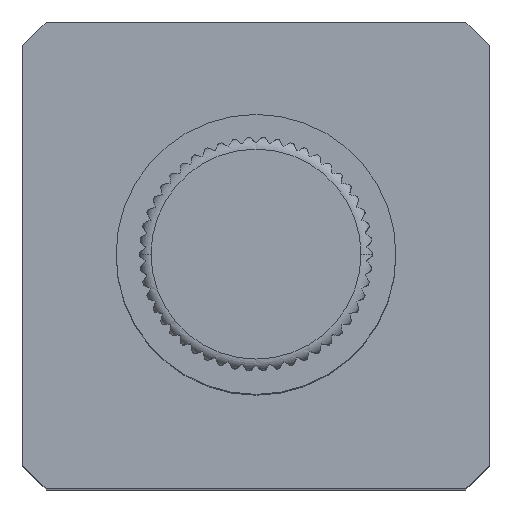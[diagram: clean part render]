
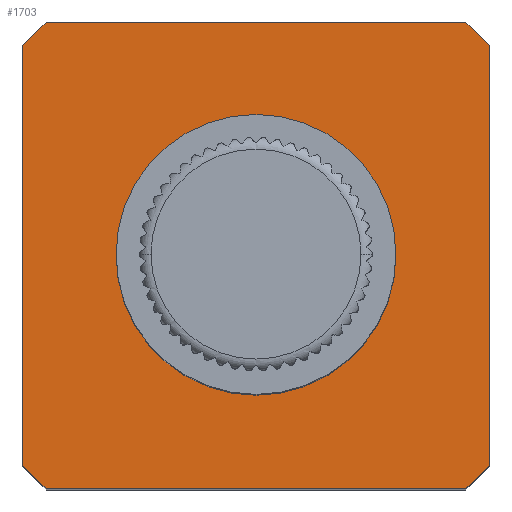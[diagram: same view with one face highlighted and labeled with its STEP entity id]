
A CAD part, top view. The second image highlights one B-rep face of the part: STEP entity #1703.
In plain terms, the highlighted planar face has unit normal (0, 0, 1).
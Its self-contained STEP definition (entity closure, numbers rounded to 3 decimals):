
#336 = CARTESIAN_POINT ( 'NONE',  ( 9., -10., 35. ) ) ;
#340 = VECTOR ( 'NONE', #1861, 1000. ) ;
#377 = EDGE_CURVE ( 'NONE', #827, #5912, #4413, .T. ) ;
#529 = VERTEX_POINT ( 'NONE', #7027 ) ;
#552 = VECTOR ( 'NONE', #6084, 1000. ) ;
#734 = VERTEX_POINT ( 'NONE', #5701 ) ;
#827 = VERTEX_POINT ( 'NONE', #7378 ) ;
#828 = DIRECTION ( 'NONE',  ( 0., 0., -1. ) ) ;
#1052 = CARTESIAN_POINT ( 'NONE',  ( 6., 0., 35. ) ) ;
#1082 = ORIENTED_EDGE ( 'NONE', *, *, #3125, .T. ) ;
#1090 = CIRCLE ( 'NONE', #2014, 6. ) ;
#1332 = VERTEX_POINT ( 'NONE', #336 ) ;
#1546 = FACE_OUTER_BOUND ( 'NONE', #9881, .T. ) ;
#1683 = CARTESIAN_POINT ( 'NONE',  ( 10., 10., 35. ) ) ;
#1703 = ADVANCED_FACE ( 'NONE', ( #1546, #4131 ), #9462, .F. ) ;
#1741 = CARTESIAN_POINT ( 'NONE',  ( -10., 9., 35. ) ) ;
#1748 = VERTEX_POINT ( 'NONE', #1052 ) ;
#1861 = DIRECTION ( 'NONE',  ( 0.707, -0.707, 0. ) ) ;
#1901 = LINE ( 'NONE', #1741, #7258 ) ;
#1973 = VERTEX_POINT ( 'NONE', #7757 ) ;
#2014 = AXIS2_PLACEMENT_3D ( 'NONE', #4680, #3779, #5513 ) ;
#2029 = VECTOR ( 'NONE', #8826, 1000. ) ;
#2054 = DIRECTION ( 'NONE',  ( 0., -1., 0. ) ) ;
#2133 = LINE ( 'NONE', #2471, #8301 ) ;
#2310 = DIRECTION ( 'NONE',  ( 0., 1., 0. ) ) ;
#2427 = LINE ( 'NONE', #4259, #340 ) ;
#2471 = CARTESIAN_POINT ( 'NONE',  ( -10., 9., 35. ) ) ;
#2769 = LINE ( 'NONE', #4548, #552 ) ;
#2790 = CARTESIAN_POINT ( 'NONE',  ( -9., -10., 35. ) ) ;
#2887 = VERTEX_POINT ( 'NONE', #7302 ) ;
#2983 = ORIENTED_EDGE ( 'NONE', *, *, #7118, .F. ) ;
#3125 = EDGE_CURVE ( 'NONE', #5912, #9207, #10475, .T. ) ;
#3177 = LINE ( 'NONE', #8197, #9132 ) ;
#3221 = DIRECTION ( 'NONE',  ( -0.707, -0.707, 0. ) ) ;
#3265 = ORIENTED_EDGE ( 'NONE', *, *, #3352, .T. ) ;
#3352 = EDGE_CURVE ( 'NONE', #1973, #529, #2427, .T. ) ;
#3621 = VECTOR ( 'NONE', #2310, 1000. ) ;
#3655 = AXIS2_PLACEMENT_3D ( 'NONE', #8152, #9850, #10714 ) ;
#3779 = DIRECTION ( 'NONE',  ( 0., 0., 1. ) ) ;
#3988 = CIRCLE ( 'NONE', #3655, 6. ) ;
#4089 = VERTEX_POINT ( 'NONE', #10858 ) ;
#4118 = EDGE_CURVE ( 'NONE', #2887, #1748, #3988, .T. ) ;
#4131 = FACE_BOUND ( 'NONE', #9471, .T. ) ;
#4259 = CARTESIAN_POINT ( 'NONE',  ( -10., -9., 35. ) ) ;
#4413 = LINE ( 'NONE', #5634, #3621 ) ;
#4548 = CARTESIAN_POINT ( 'NONE',  ( -9., 10., 35. ) ) ;
#4680 = CARTESIAN_POINT ( 'NONE',  ( 0., 0., 35. ) ) ;
#4753 = LINE ( 'NONE', #2790, #2029 ) ;
#4868 = ORIENTED_EDGE ( 'NONE', *, *, #5215, .T. ) ;
#4872 = ORIENTED_EDGE ( 'NONE', *, *, #377, .T. ) ;
#5035 = EDGE_CURVE ( 'NONE', #529, #1332, #4753, .T. ) ;
#5215 = EDGE_CURVE ( 'NONE', #1332, #827, #3177, .T. ) ;
#5385 = EDGE_CURVE ( 'NONE', #4089, #1973, #1901, .T. ) ;
#5513 = DIRECTION ( 'NONE',  ( -1., 0., 0. ) ) ;
#5634 = CARTESIAN_POINT ( 'NONE',  ( 10., 9., 35. ) ) ;
#5701 = CARTESIAN_POINT ( 'NONE',  ( -9., 10., 35. ) ) ;
#5912 = VERTEX_POINT ( 'NONE', #8949 ) ;
#6084 = DIRECTION ( 'NONE',  ( -1., 0., 0. ) ) ;
#6447 = ORIENTED_EDGE ( 'NONE', *, *, #5035, .T. ) ;
#7027 = CARTESIAN_POINT ( 'NONE',  ( -9., -10., 35. ) ) ;
#7032 = AXIS2_PLACEMENT_3D ( 'NONE', #1683, #828, #9499 ) ;
#7118 = EDGE_CURVE ( 'NONE', #1748, #2887, #1090, .T. ) ;
#7183 = EDGE_CURVE ( 'NONE', #734, #4089, #2133, .T. ) ;
#7258 = VECTOR ( 'NONE', #2054, 1000. ) ;
#7302 = CARTESIAN_POINT ( 'NONE',  ( -6., 0., 35. ) ) ;
#7378 = CARTESIAN_POINT ( 'NONE',  ( 10., -9., 35. ) ) ;
#7439 = ORIENTED_EDGE ( 'NONE', *, *, #4118, .F. ) ;
#7757 = CARTESIAN_POINT ( 'NONE',  ( -10., -9., 35. ) ) ;
#8049 = ORIENTED_EDGE ( 'NONE', *, *, #8165, .T. ) ;
#8121 = DIRECTION ( 'NONE',  ( 0.707, 0.707, 0. ) ) ;
#8152 = CARTESIAN_POINT ( 'NONE',  ( 0., 0., 35. ) ) ;
#8165 = EDGE_CURVE ( 'NONE', #9207, #734, #2769, .T. ) ;
#8197 = CARTESIAN_POINT ( 'NONE',  ( 9., -10., 35. ) ) ;
#8247 = ORIENTED_EDGE ( 'NONE', *, *, #5385, .T. ) ;
#8301 = VECTOR ( 'NONE', #3221, 1000. ) ;
#8749 = DIRECTION ( 'NONE',  ( -0.707, 0.707, 0. ) ) ;
#8826 = DIRECTION ( 'NONE',  ( 1., 0., 0. ) ) ;
#8949 = CARTESIAN_POINT ( 'NONE',  ( 10., 9., 35. ) ) ;
#9132 = VECTOR ( 'NONE', #8121, 1000. ) ;
#9207 = VERTEX_POINT ( 'NONE', #9240 ) ;
#9240 = CARTESIAN_POINT ( 'NONE',  ( 9., 10., 35. ) ) ;
#9462 = PLANE ( 'NONE',  #7032 ) ;
#9471 = EDGE_LOOP ( 'NONE', ( #7439, #2983 ) ) ;
#9499 = DIRECTION ( 'NONE',  ( -1., 0., 0. ) ) ;
#9850 = DIRECTION ( 'NONE',  ( 0., 0., 1. ) ) ;
#9881 = EDGE_LOOP ( 'NONE', ( #8049, #10137, #8247, #3265, #6447, #4868, #4872, #1082 ) ) ;
#10137 = ORIENTED_EDGE ( 'NONE', *, *, #7183, .T. ) ;
#10194 = VECTOR ( 'NONE', #8749, 1000. ) ;
#10382 = CARTESIAN_POINT ( 'NONE',  ( 9., 10., 35. ) ) ;
#10475 = LINE ( 'NONE', #10382, #10194 ) ;
#10714 = DIRECTION ( 'NONE',  ( -1., 0., 0. ) ) ;
#10858 = CARTESIAN_POINT ( 'NONE',  ( -10., 9., 35. ) ) ;
